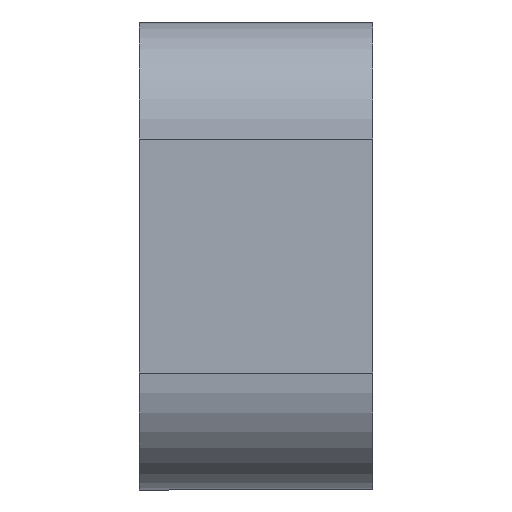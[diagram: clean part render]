
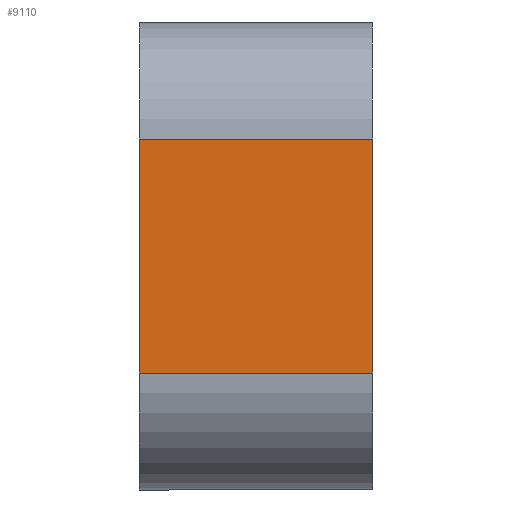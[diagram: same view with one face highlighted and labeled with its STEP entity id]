
A CAD part, left-side view. The second image highlights one B-rep face of the part: STEP entity #9110.
In plain terms, the highlighted planar face has unit normal (-1, 0, 0).
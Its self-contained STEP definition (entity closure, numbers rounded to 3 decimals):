
#908=FACE_OUTER_BOUND('',#1378,.T.);
#1378=EDGE_LOOP('',(#7596,#7597,#7598,#7599));
#2170=LINE('',#14469,#3186);
#2308=LINE('',#14806,#3324);
#2310=LINE('',#14813,#3326);
#2311=LINE('',#14814,#3327);
#3186=VECTOR('',#11745,10.);
#3324=VECTOR('',#12053,10.);
#3326=VECTOR('',#12061,10.);
#3327=VECTOR('',#12062,10.);
#4181=VERTEX_POINT('',#14467);
#4182=VERTEX_POINT('',#14468);
#4295=VERTEX_POINT('',#14804);
#4296=VERTEX_POINT('',#14805);
#5323=EDGE_CURVE('',#4181,#4182,#2170,.T.);
#5503=EDGE_CURVE('',#4295,#4296,#2308,.T.);
#5507=EDGE_CURVE('',#4295,#4182,#2310,.T.);
#5508=EDGE_CURVE('',#4181,#4296,#2311,.T.);
#7596=ORIENTED_EDGE('',*,*,#5507,.F.);
#7597=ORIENTED_EDGE('',*,*,#5503,.T.);
#7598=ORIENTED_EDGE('',*,*,#5508,.F.);
#7599=ORIENTED_EDGE('',*,*,#5323,.T.);
#8689=PLANE('',#9853);
#9110=ADVANCED_FACE('',(#908),#8689,.T.);
#9853=AXIS2_PLACEMENT_3D('',#14812,#12059,#12060);
#11745=DIRECTION('',(0.,-1.,0.));
#12053=DIRECTION('',(0.,1.,0.));
#12059=DIRECTION('center_axis',(-1.,0.,0.));
#12060=DIRECTION('ref_axis',(0.,0.,
1.));
#12061=DIRECTION('',(0.,0.,-1.));
#12062=DIRECTION('',(0.,0.,1.));
#14467=CARTESIAN_POINT('',(-5.747,-12.521,6.36));
#14468=CARTESIAN_POINT('',(-5.747,-22.521,6.36));
#14469=CARTESIAN_POINT('',(-5.747,-17.521,6.36));
#14804=CARTESIAN_POINT('',(-5.747,-22.521,16.36));
#14805=CARTESIAN_POINT('',(-5.747,-12.521,16.36));
#14806=CARTESIAN_POINT('',(-5.747,-17.521,16.36));
#14812=CARTESIAN_POINT('Origin',(-5.747,-17.521,11.36));
#14813=CARTESIAN_POINT('',(-5.747,-22.521,11.36));
#14814=CARTESIAN_POINT('',(-5.747,-12.521,11.36));
